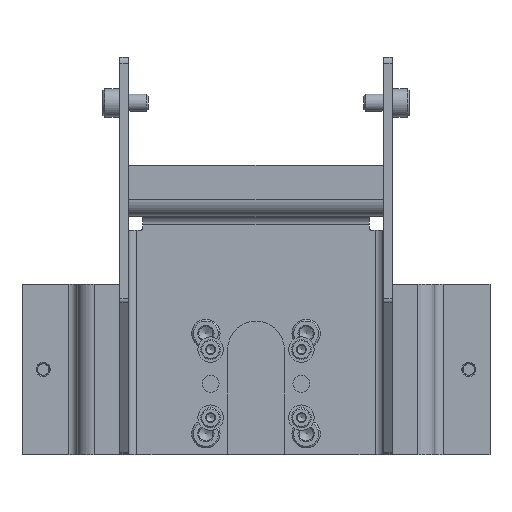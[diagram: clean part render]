
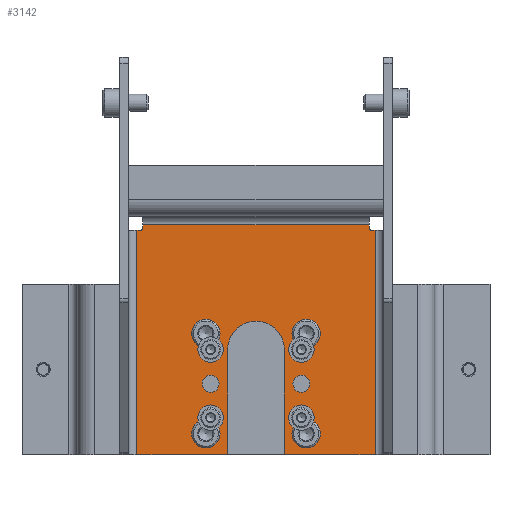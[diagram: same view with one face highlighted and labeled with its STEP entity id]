
A CAD part, front view. The second image highlights one B-rep face of the part: STEP entity #3142.
In plain terms, the highlighted planar face has unit normal (0, -1, 0).
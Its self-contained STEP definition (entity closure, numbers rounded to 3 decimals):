
#252=LINE('',#4953,#476);
#253=LINE('',#4958,#477);
#254=LINE('',#4960,#478);
#255=LINE('',#4962,#479);
#256=LINE('',#4964,#480);
#257=LINE('',#4968,#481);
#258=LINE('',#4970,#482);
#259=LINE('',#4972,#483);
#260=LINE('',#4976,#484);
#261=LINE('',#4978,#485);
#262=LINE('',#4980,#486);
#476=VECTOR('',#3891,1000.);
#477=VECTOR('',#3894,1000.);
#478=VECTOR('',#3895,1000.);
#479=VECTOR('',#3896,1000.);
#480=VECTOR('',#3897,1000.);
#481=VECTOR('',#3900,1000.);
#482=VECTOR('',#3901,1000.);
#483=VECTOR('',#3902,1000.);
#484=VECTOR('',#3905,1000.);
#485=VECTOR('',#3906,1000.);
#486=VECTOR('',#3907,1000.);
#721=ORIENTED_EDGE('',*,*,#1589,.T.);
#722=ORIENTED_EDGE('',*,*,#1590,.T.);
#723=ORIENTED_EDGE('',*,*,#1591,.T.);
#724=ORIENTED_EDGE('',*,*,#1592,.T.);
#725=ORIENTED_EDGE('',*,*,#1593,.T.);
#726=ORIENTED_EDGE('',*,*,#1594,.T.);
#727=ORIENTED_EDGE('',*,*,#1595,.F.);
#728=ORIENTED_EDGE('',*,*,#1596,.T.);
#729=ORIENTED_EDGE('',*,*,#1597,.T.);
#730=ORIENTED_EDGE('',*,*,#1598,.F.);
#731=ORIENTED_EDGE('',*,*,#1599,.F.);
#732=ORIENTED_EDGE('',*,*,#1600,.F.);
#733=ORIENTED_EDGE('',*,*,#1601,.T.);
#734=ORIENTED_EDGE('',*,*,#1602,.T.);
#735=ORIENTED_EDGE('',*,*,#1603,.T.);
#736=ORIENTED_EDGE('',*,*,#1604,.T.);
#737=ORIENTED_EDGE('',*,*,#1605,.T.);
#738=ORIENTED_EDGE('',*,*,#1606,.F.);
#739=ORIENTED_EDGE('',*,*,#1607,.T.);
#740=ORIENTED_EDGE('',*,*,#1608,.F.);
#741=ORIENTED_EDGE('',*,*,#1609,.T.);
#742=ORIENTED_EDGE('',*,*,#1610,.F.);
#743=ORIENTED_EDGE('',*,*,#1611,.T.);
#744=ORIENTED_EDGE('',*,*,#1612,.F.);
#745=ORIENTED_EDGE('',*,*,#1613,.T.);
#746=ORIENTED_EDGE('',*,*,#1614,.F.);
#747=ORIENTED_EDGE('',*,*,#1615,.T.);
#748=ORIENTED_EDGE('',*,*,#1616,.F.);
#749=ORIENTED_EDGE('',*,*,#1617,.T.);
#750=ORIENTED_EDGE('',*,*,#1618,.F.);
#751=ORIENTED_EDGE('',*,*,#1619,.T.);
#752=ORIENTED_EDGE('',*,*,#1620,.F.);
#1589=EDGE_CURVE('',#2023,#2023,#2307,.T.);
#1590=EDGE_CURVE('',#2024,#2024,#2308,.T.);
#1591=EDGE_CURVE('',#2025,#2026,#252,.T.);
#1592=EDGE_CURVE('',#2026,#2027,#2309,.T.);
#1593=EDGE_CURVE('',#2027,#2028,#253,.T.);
#1594=EDGE_CURVE('',#2028,#2029,#254,.T.);
#1595=EDGE_CURVE('',#2030,#2029,#255,.T.);
#1596=EDGE_CURVE('',#2030,#2031,#256,.T.);
#1597=EDGE_CURVE('',#2031,#2032,#2310,.T.);
#1598=EDGE_CURVE('',#2033,#2032,#257,.T.);
#1599=EDGE_CURVE('',#2034,#2033,#258,.T.);
#1600=EDGE_CURVE('',#2035,#2034,#259,.T.);
#1601=EDGE_CURVE('',#2035,#2036,#2311,.T.);
#1602=EDGE_CURVE('',#2036,#2037,#260,.T.);
#1603=EDGE_CURVE('',#2037,#2038,#261,.T.);
#1604=EDGE_CURVE('',#2038,#2025,#262,.T.);
#1605=EDGE_CURVE('',#2039,#2040,#2312,.T.);
#1606=EDGE_CURVE('',#2041,#2040,#2313,.T.);
#1607=EDGE_CURVE('',#2041,#2042,#2314,.T.);
#1608=EDGE_CURVE('',#2039,#2042,#2315,.T.);
#1609=EDGE_CURVE('',#2043,#2044,#2316,.T.);
#1610=EDGE_CURVE('',#2045,#2044,#2317,.T.);
#1611=EDGE_CURVE('',#2045,#2046,#2318,.T.);
#1612=EDGE_CURVE('',#2043,#2046,#2319,.T.);
#1613=EDGE_CURVE('',#2047,#2048,#2320,.T.);
#1614=EDGE_CURVE('',#2049,#2048,#2321,.T.);
#1615=EDGE_CURVE('',#2049,#2050,#2322,.T.);
#1616=EDGE_CURVE('',#2047,#2050,#2323,.T.);
#1617=EDGE_CURVE('',#2051,#2052,#2324,.T.);
#1618=EDGE_CURVE('',#2053,#2052,#2325,.T.);
#1619=EDGE_CURVE('',#2053,#2054,#2326,.T.);
#1620=EDGE_CURVE('',#2051,#2054,#2327,.T.);
#2023=VERTEX_POINT('',#4950);
#2024=VERTEX_POINT('',#4952);
#2025=VERTEX_POINT('',#4954);
#2026=VERTEX_POINT('',#4955);
#2027=VERTEX_POINT('',#4957);
#2028=VERTEX_POINT('',#4959);
#2029=VERTEX_POINT('',#4961);
#2030=VERTEX_POINT('',#4963);
#2031=VERTEX_POINT('',#4965);
#2032=VERTEX_POINT('',#4967);
#2033=VERTEX_POINT('',#4969);
#2034=VERTEX_POINT('',#4971);
#2035=VERTEX_POINT('',#4973);
#2036=VERTEX_POINT('',#4975);
#2037=VERTEX_POINT('',#4977);
#2038=VERTEX_POINT('',#4979);
#2039=VERTEX_POINT('',#4982);
#2040=VERTEX_POINT('',#4983);
#2041=VERTEX_POINT('',#4985);
#2042=VERTEX_POINT('',#4987);
#2043=VERTEX_POINT('',#4990);
#2044=VERTEX_POINT('',#4991);
#2045=VERTEX_POINT('',#4993);
#2046=VERTEX_POINT('',#4995);
#2047=VERTEX_POINT('',#4998);
#2048=VERTEX_POINT('',#4999);
#2049=VERTEX_POINT('',#5001);
#2050=VERTEX_POINT('',#5003);
#2051=VERTEX_POINT('',#5006);
#2052=VERTEX_POINT('',#5007);
#2053=VERTEX_POINT('',#5009);
#2054=VERTEX_POINT('',#5011);
#2307=CIRCLE('',#3437,3.);
#2308=CIRCLE('',#3438,3.);
#2309=CIRCLE('',#3439,10.);
#2310=CIRCLE('',#3440,1.);
#2311=CIRCLE('',#3441,1.);
#2312=CIRCLE('',#3442,3.);
#2313=CIRCLE('',#3443,1.);
#2314=CIRCLE('',#3444,3.5);
#2315=CIRCLE('',#3445,1.);
#2316=CIRCLE('',#3446,3.5);
#2317=CIRCLE('',#3447,1.);
#2318=CIRCLE('',#3448,3.);
#2319=CIRCLE('',#3449,1.);
#2320=CIRCLE('',#3450,3.);
#2321=CIRCLE('',#3451,1.);
#2322=CIRCLE('',#3452,3.5);
#2323=CIRCLE('',#3453,1.);
#2324=CIRCLE('',#3454,3.5);
#2325=CIRCLE('',#3455,1.);
#2326=CIRCLE('',#3456,3.);
#2327=CIRCLE('',#3457,1.);
#2485=EDGE_LOOP('',(#721));
#2486=EDGE_LOOP('',(#722));
#2487=EDGE_LOOP('',(#723,#724,#725,#726,#727,#728,#729,#730,#731,#732,#733,
#734,#735,#736));
#2488=EDGE_LOOP('',(#737,#738,#739,#740));
#2489=EDGE_LOOP('',(#741,#742,#743,#744));
#2490=EDGE_LOOP('',(#745,#746,#747,#748));
#2491=EDGE_LOOP('',(#749,#750,#751,#752));
#2769=FACE_BOUND('',#2485,.T.);
#2770=FACE_BOUND('',#2486,.T.);
#2771=FACE_BOUND('',#2487,.T.);
#2772=FACE_BOUND('',#2488,.T.);
#2773=FACE_BOUND('',#2489,.T.);
#2774=FACE_BOUND('',#2490,.T.);
#2775=FACE_BOUND('',#2491,.T.);
#3050=PLANE('',#3436);
#3142=ADVANCED_FACE('',(#2769,#2770,#2771,#2772,#2773,#2774,#2775),#3050,
 .T.);
#3436=AXIS2_PLACEMENT_3D('',#4948,#3885,#3886);
#3437=AXIS2_PLACEMENT_3D('',#4949,#3887,#3888);
#3438=AXIS2_PLACEMENT_3D('',#4951,#3889,#3890);
#3439=AXIS2_PLACEMENT_3D('',#4956,#3892,#3893);
#3440=AXIS2_PLACEMENT_3D('',#4966,#3898,#3899);
#3441=AXIS2_PLACEMENT_3D('',#4974,#3903,#3904);
#3442=AXIS2_PLACEMENT_3D('',#4981,#3908,#3909);
#3443=AXIS2_PLACEMENT_3D('',#4984,#3910,#3911);
#3444=AXIS2_PLACEMENT_3D('',#4986,#3912,#3913);
#3445=AXIS2_PLACEMENT_3D('',#4988,#3914,#3915);
#3446=AXIS2_PLACEMENT_3D('',#4989,#3916,#3917);
#3447=AXIS2_PLACEMENT_3D('',#4992,#3918,#3919);
#3448=AXIS2_PLACEMENT_3D('',#4994,#3920,#3921);
#3449=AXIS2_PLACEMENT_3D('',#4996,#3922,#3923);
#3450=AXIS2_PLACEMENT_3D('',#4997,#3924,#3925);
#3451=AXIS2_PLACEMENT_3D('',#5000,#3926,#3927);
#3452=AXIS2_PLACEMENT_3D('',#5002,#3928,#3929);
#3453=AXIS2_PLACEMENT_3D('',#5004,#3930,#3931);
#3454=AXIS2_PLACEMENT_3D('',#5005,#3932,#3933);
#3455=AXIS2_PLACEMENT_3D('',#5008,#3934,#3935);
#3456=AXIS2_PLACEMENT_3D('',#5010,#3936,#3937);
#3457=AXIS2_PLACEMENT_3D('',#5012,#3938,#3939);
#3885=DIRECTION('',(0.,-1.,0.));
#3886=DIRECTION('',(0.,0.,-1.));
#3887=DIRECTION('',(0.,1.,0.));
#3888=DIRECTION('',(1.,0.,0.));
#3889=DIRECTION('',(0.,1.,0.));
#3890=DIRECTION('',(1.,0.,0.));
#3891=DIRECTION('',(0.,0.,1.));
#3892=DIRECTION('',(0.,1.,0.));
#3893=DIRECTION('',(1.,0.,0.));
#3894=DIRECTION('',(0.,0.,-1.));
#3895=DIRECTION('',(1.,0.,0.));
#3896=DIRECTION('',(0.,0.,-1.));
#3897=DIRECTION('',(-1.,0.,0.));
#3898=DIRECTION('',(0.,1.,0.));
#3899=DIRECTION('',(1.,0.,0.));
#3900=DIRECTION('',(0.,0.,-1.));
#3901=DIRECTION('',(1.,0.,0.));
#3902=DIRECTION('',(0.,0.,1.));
#3903=DIRECTION('',(0.,1.,0.));
#3904=DIRECTION('',(1.,0.,0.));
#3905=DIRECTION('',(-1.,0.,0.));
#3906=DIRECTION('',(0.,0.,-1.));
#3907=DIRECTION('',(1.,0.,0.));
#3908=DIRECTION('',(0.,1.,0.));
#3909=DIRECTION('',(1.,0.,0.));
#3910=DIRECTION('',(0.,1.,0.));
#3911=DIRECTION('',(1.,0.,0.));
#3912=DIRECTION('',(0.,1.,0.));
#3913=DIRECTION('',(1.,0.,0.));
#3914=DIRECTION('',(0.,1.,0.));
#3915=DIRECTION('',(1.,0.,0.));
#3916=DIRECTION('',(0.,1.,0.));
#3917=DIRECTION('',(1.,0.,0.));
#3918=DIRECTION('',(0.,1.,0.));
#3919=DIRECTION('',(1.,0.,0.));
#3920=DIRECTION('',(0.,1.,0.));
#3921=DIRECTION('',(1.,0.,0.));
#3922=DIRECTION('',(0.,1.,0.));
#3923=DIRECTION('',(1.,0.,0.));
#3924=DIRECTION('',(0.,1.,0.));
#3925=DIRECTION('',(1.,0.,0.));
#3926=DIRECTION('',(0.,1.,0.));
#3927=DIRECTION('',(1.,0.,0.));
#3928=DIRECTION('',(0.,1.,0.));
#3929=DIRECTION('',(1.,0.,0.));
#3930=DIRECTION('',(0.,1.,0.));
#3931=DIRECTION('',(1.,0.,0.));
#3932=DIRECTION('',(0.,1.,0.));
#3933=DIRECTION('',(1.,0.,0.));
#3934=DIRECTION('',(0.,1.,0.));
#3935=DIRECTION('',(1.,0.,0.));
#3936=DIRECTION('',(0.,1.,0.));
#3937=DIRECTION('',(1.,0.,0.));
#3938=DIRECTION('',(0.,1.,0.));
#3939=DIRECTION('',(1.,0.,0.));
#4948=CARTESIAN_POINT('',(42.,28.5,200.));
#4949=CARTESIAN_POINT('',(-16.,28.5,-99.));
#4950=CARTESIAN_POINT('',(-13.,28.5,-99.));
#4951=CARTESIAN_POINT('',(16.,28.5,-99.));
#4952=CARTESIAN_POINT('',(19.,28.5,-99.));
#4953=CARTESIAN_POINT('',(-10.,28.5,-124.));
#4954=CARTESIAN_POINT('',(-10.,28.5,-124.));
#4955=CARTESIAN_POINT('',(-10.,28.5,-87.));
#4956=CARTESIAN_POINT('',(0.,28.5,-87.));
#4957=CARTESIAN_POINT('',(10.,28.5,-87.));
#4958=CARTESIAN_POINT('',(10.,28.5,-87.));
#4959=CARTESIAN_POINT('',(10.,28.5,-124.));
#4960=CARTESIAN_POINT('',(48.,28.5,-124.));
#4961=CARTESIAN_POINT('',(42.,28.5,-124.));
#4962=CARTESIAN_POINT('',(42.,28.5,200.));
#4963=CARTESIAN_POINT('',(42.,28.5,-45.));
#4964=CARTESIAN_POINT('',(48.,28.5,-45.));
#4965=CARTESIAN_POINT('',(41.,28.5,-45.));
#4966=CARTESIAN_POINT('',(41.,28.5,-44.));
#4967=CARTESIAN_POINT('',(40.,28.5,-44.));
#4968=CARTESIAN_POINT('',(40.,28.5,-43.));
#4969=CARTESIAN_POINT('',(40.,28.5,-43.));
#4970=CARTESIAN_POINT('',(-40.,28.5,-43.));
#4971=CARTESIAN_POINT('',(-40.,28.5,-43.));
#4972=CARTESIAN_POINT('',(-40.,28.5,-44.));
#4973=CARTESIAN_POINT('',(-40.,28.5,-44.));
#4974=CARTESIAN_POINT('',(-41.,28.5,-44.));
#4975=CARTESIAN_POINT('',(-41.,28.5,-45.));
#4976=CARTESIAN_POINT('',(48.,28.5,-45.));
#4977=CARTESIAN_POINT('',(-42.,28.5,-45.));
#4978=CARTESIAN_POINT('',(-42.,28.5,200.));
#4979=CARTESIAN_POINT('',(-42.,28.5,-124.));
#4980=CARTESIAN_POINT('',(48.,28.5,-124.));
#4981=CARTESIAN_POINT('',(-16.,28.5,-111.));
#4982=CARTESIAN_POINT('',(-18.738,28.5,-112.225));
#4983=CARTESIAN_POINT('',(-14.367,28.5,-113.517));
#4984=CARTESIAN_POINT('',(-13.823,28.5,-114.356));
#4985=CARTESIAN_POINT('',(-14.68,28.5,-114.872));
#4986=CARTESIAN_POINT('',(-17.678,28.5,-116.678));
#4987=CARTESIAN_POINT('',(-19.213,28.5,-113.532));
#4988=CARTESIAN_POINT('',(-19.651,28.5,-112.634));
#4989=CARTESIAN_POINT('',(17.678,28.5,-116.678));
#4990=CARTESIAN_POINT('',(19.213,28.5,-113.532));
#4991=CARTESIAN_POINT('',(14.68,28.5,-114.872));
#4992=CARTESIAN_POINT('',(13.823,28.5,-114.356));
#4993=CARTESIAN_POINT('',(14.367,28.5,-113.517));
#4994=CARTESIAN_POINT('',(16.,28.5,-111.));
#4995=CARTESIAN_POINT('',(18.738,28.5,-112.225));
#4996=CARTESIAN_POINT('',(19.651,28.5,-112.634));
#4997=CARTESIAN_POINT('',(-16.,28.5,-87.));
#4998=CARTESIAN_POINT('',(-14.367,28.5,-84.483));
#4999=CARTESIAN_POINT('',(-18.738,28.5,-85.775));
#5000=CARTESIAN_POINT('',(-19.651,28.5,-85.366));
#5001=CARTESIAN_POINT('',(-19.213,28.5,-84.468));
#5002=CARTESIAN_POINT('',(-17.678,28.5,-81.322));
#5003=CARTESIAN_POINT('',(-14.68,28.5,-83.128));
#5004=CARTESIAN_POINT('',(-13.823,28.5,-83.644));
#5005=CARTESIAN_POINT('',(17.678,28.5,-81.322));
#5006=CARTESIAN_POINT('',(14.68,28.5,-83.128));
#5007=CARTESIAN_POINT('',(19.213,28.5,-84.468));
#5008=CARTESIAN_POINT('',(19.651,28.5,-85.366));
#5009=CARTESIAN_POINT('',(18.738,28.5,-85.775));
#5010=CARTESIAN_POINT('',(16.,28.5,-87.));
#5011=CARTESIAN_POINT('',(14.367,28.5,-84.483));
#5012=CARTESIAN_POINT('',(13.823,28.5,-83.644));
